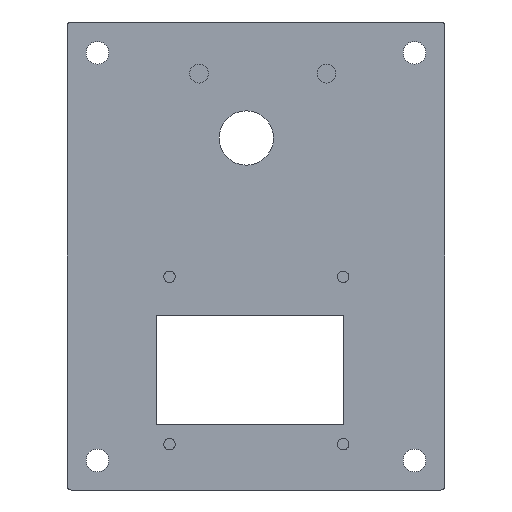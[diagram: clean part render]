
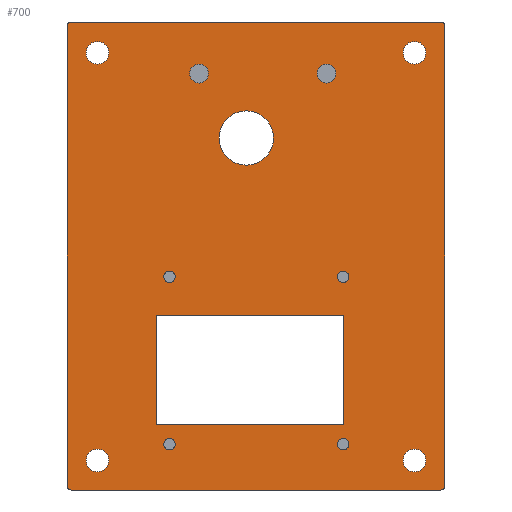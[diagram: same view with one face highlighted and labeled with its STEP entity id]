
A CAD part, front view. The second image highlights one B-rep face of the part: STEP entity #700.
In plain terms, the highlighted planar face has unit normal (0, -1, 0).
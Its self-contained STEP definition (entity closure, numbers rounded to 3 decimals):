
#23=CIRCLE('',#759,1.5);
#25=CIRCLE('',#762,1.5);
#27=CIRCLE('',#765,1.5);
#29=CIRCLE('',#768,1.5);
#31=CIRCLE('',#773,0.75);
#32=CIRCLE('',#774,0.75);
#33=CIRCLE('',#775,0.75);
#34=CIRCLE('',#776,1.25);
#35=CIRCLE('',#777,0.75);
#36=CIRCLE('',#778,1.25);
#37=CIRCLE('',#779,0.5);
#38=CIRCLE('',#780,0.5);
#39=CIRCLE('',#781,0.5);
#40=CIRCLE('',#782,0.5);
#41=CIRCLE('',#783,3.6);
#139=ORIENTED_EDGE('',*,*,#309,.F.);
#140=ORIENTED_EDGE('',*,*,#310,.F.);
#141=ORIENTED_EDGE('',*,*,#311,.F.);
#142=ORIENTED_EDGE('',*,*,#312,.F.);
#143=ORIENTED_EDGE('',*,*,#313,.F.);
#144=ORIENTED_EDGE('',*,*,#314,.F.);
#145=ORIENTED_EDGE('',*,*,#295,.T.);
#146=ORIENTED_EDGE('',*,*,#293,.T.);
#147=ORIENTED_EDGE('',*,*,#291,.T.);
#148=ORIENTED_EDGE('',*,*,#289,.T.);
#149=ORIENTED_EDGE('',*,*,#279,.T.);
#150=ORIENTED_EDGE('',*,*,#287,.T.);
#151=ORIENTED_EDGE('',*,*,#285,.F.);
#152=ORIENTED_EDGE('',*,*,#282,.F.);
#153=ORIENTED_EDGE('',*,*,#266,.T.);
#154=ORIENTED_EDGE('',*,*,#315,.T.);
#155=ORIENTED_EDGE('',*,*,#296,.T.);
#156=ORIENTED_EDGE('',*,*,#316,.T.);
#157=ORIENTED_EDGE('',*,*,#274,.F.);
#158=ORIENTED_EDGE('',*,*,#317,.T.);
#159=ORIENTED_EDGE('',*,*,#270,.F.);
#160=ORIENTED_EDGE('',*,*,#318,.T.);
#161=ORIENTED_EDGE('',*,*,#319,.T.);
#266=EDGE_CURVE('',#356,#355,#416,.T.);
#270=EDGE_CURVE('',#359,#360,#420,.T.);
#274=EDGE_CURVE('',#363,#364,#424,.T.);
#279=EDGE_CURVE('',#366,#368,#429,.T.);
#282=EDGE_CURVE('',#366,#370,#432,.T.);
#285=EDGE_CURVE('',#370,#372,#435,.T.);
#287=EDGE_CURVE('',#368,#372,#437,.T.);
#289=EDGE_CURVE('',#374,#374,#23,.T.);
#291=EDGE_CURVE('',#376,#376,#25,.T.);
#293=EDGE_CURVE('',#378,#378,#27,.T.);
#295=EDGE_CURVE('',#380,#380,#29,.T.);
#296=EDGE_CURVE('',#381,#382,#438,.T.);
#309=EDGE_CURVE('',#394,#394,#31,.T.);
#310=EDGE_CURVE('',#395,#395,#32,.T.);
#311=EDGE_CURVE('',#396,#396,#33,.T.);
#312=EDGE_CURVE('',#397,#397,#34,.T.);
#313=EDGE_CURVE('',#398,#398,#35,.T.);
#314=EDGE_CURVE('',#399,#399,#36,.T.);
#315=EDGE_CURVE('',#355,#381,#37,.F.);
#316=EDGE_CURVE('',#382,#364,#38,.F.);
#317=EDGE_CURVE('',#363,#360,#39,.F.);
#318=EDGE_CURVE('',#359,#356,#40,.F.);
#319=EDGE_CURVE('',#400,#400,#41,.T.);
#355=VERTEX_POINT('',#1087);
#356=VERTEX_POINT('',#1089);
#359=VERTEX_POINT('',#1096);
#360=VERTEX_POINT('',#1098);
#363=VERTEX_POINT('',#1105);
#364=VERTEX_POINT('',#1107);
#366=VERTEX_POINT('',#1112);
#368=VERTEX_POINT('',#1116);
#370=VERTEX_POINT('',#1121);
#372=VERTEX_POINT('',#1127);
#374=VERTEX_POINT('',#1137);
#376=VERTEX_POINT('',#1142);
#378=VERTEX_POINT('',#1147);
#380=VERTEX_POINT('',#1152);
#381=VERTEX_POINT('',#1155);
#382=VERTEX_POINT('',#1156);
#394=VERTEX_POINT('',#1183);
#395=VERTEX_POINT('',#1185);
#396=VERTEX_POINT('',#1187);
#397=VERTEX_POINT('',#1189);
#398=VERTEX_POINT('',#1191);
#399=VERTEX_POINT('',#1193);
#400=VERTEX_POINT('',#1199);
#416=LINE('',#1088,#460);
#420=LINE('',#1097,#464);
#424=LINE('',#1106,#468);
#429=LINE('',#1117,#473);
#432=LINE('',#1123,#476);
#435=LINE('',#1129,#479);
#437=LINE('',#1132,#481);
#438=LINE('',#1154,#482);
#460=VECTOR('',#851,1000.);
#464=VECTOR('',#857,1000.);
#468=VECTOR('',#863,1000.);
#473=VECTOR('',#870,1000.);
#476=VECTOR('',#875,1000.);
#479=VECTOR('',#880,1000.);
#481=VECTOR('',#884,1000.);
#482=VECTOR('',#911,1000.);
#525=EDGE_LOOP('',(#139));
#526=EDGE_LOOP('',(#140));
#527=EDGE_LOOP('',(#141));
#528=EDGE_LOOP('',(#142));
#529=EDGE_LOOP('',(#143));
#530=EDGE_LOOP('',(#144));
#531=EDGE_LOOP('',(#145));
#532=EDGE_LOOP('',(#146));
#533=EDGE_LOOP('',(#147));
#534=EDGE_LOOP('',(#148));
#535=EDGE_LOOP('',(#149,#150,#151,#152));
#536=EDGE_LOOP('',(#153,#154,#155,#156,#157,#158,#159,#160));
#537=EDGE_LOOP('',(#161));
#607=FACE_BOUND('',#525,.T.);
#608=FACE_BOUND('',#526,.T.);
#609=FACE_BOUND('',#527,.T.);
#610=FACE_BOUND('',#528,.T.);
#611=FACE_BOUND('',#529,.T.);
#612=FACE_BOUND('',#530,.T.);
#613=FACE_BOUND('',#531,.T.);
#614=FACE_BOUND('',#532,.T.);
#615=FACE_BOUND('',#533,.T.);
#616=FACE_BOUND('',#534,.T.);
#617=FACE_BOUND('',#535,.T.);
#618=FACE_BOUND('',#536,.T.);
#619=FACE_BOUND('',#537,.T.);
#675=PLANE('',#772);
#700=ADVANCED_FACE('',(#607,#608,#609,#610,#611,#612,#613,#614,#615,#616,
#617,#618,#619),#675,.F.);
#759=AXIS2_PLACEMENT_3D('',#1136,#889,#890);
#762=AXIS2_PLACEMENT_3D('',#1141,#895,#896);
#765=AXIS2_PLACEMENT_3D('',#1146,#901,#902);
#768=AXIS2_PLACEMENT_3D('',#1151,#907,#908);
#772=AXIS2_PLACEMENT_3D('',#1181,#927,#928);
#773=AXIS2_PLACEMENT_3D('',#1182,#929,#930);
#774=AXIS2_PLACEMENT_3D('',#1184,#931,#932);
#775=AXIS2_PLACEMENT_3D('',#1186,#933,#934);
#776=AXIS2_PLACEMENT_3D('',#1188,#935,#936);
#777=AXIS2_PLACEMENT_3D('',#1190,#937,#938);
#778=AXIS2_PLACEMENT_3D('',#1192,#939,#940);
#779=AXIS2_PLACEMENT_3D('',#1194,#941,#942);
#780=AXIS2_PLACEMENT_3D('',#1195,#943,#944);
#781=AXIS2_PLACEMENT_3D('',#1196,#945,#946);
#782=AXIS2_PLACEMENT_3D('',#1197,#947,#948);
#783=AXIS2_PLACEMENT_3D('',#1198,#949,#950);
#851=DIRECTION('',(1.,0.,0.));
#857=DIRECTION('',(0.,0.,1.));
#863=DIRECTION('',(1.,0.,0.));
#870=DIRECTION('',(0.,0.,1.));
#875=DIRECTION('',(1.,0.,0.));
#880=DIRECTION('',(0.,0.,1.));
#884=DIRECTION('',(1.,0.,0.));
#889=DIRECTION('',(0.,1.,0.));
#890=DIRECTION('',(1.,0.,0.));
#895=DIRECTION('',(0.,1.,0.));
#896=DIRECTION('',(1.,0.,0.));
#901=DIRECTION('',(0.,1.,0.));
#902=DIRECTION('',(1.,0.,0.));
#907=DIRECTION('',(0.,1.,0.));
#908=DIRECTION('',(1.,0.,0.));
#911=DIRECTION('',(0.,0.,1.));
#927=DIRECTION('',(0.,1.,0.));
#928=DIRECTION('',(1.,0.,0.));
#929=DIRECTION('',(0.,-1.,0.));
#930=DIRECTION('',(-1.,0.,0.));
#931=DIRECTION('',(0.,-1.,0.));
#932=DIRECTION('',(-1.,0.,0.));
#933=DIRECTION('',(0.,-1.,0.));
#934=DIRECTION('',(-1.,0.,0.));
#935=DIRECTION('',(0.,-1.,0.));
#936=DIRECTION('',(-1.,0.,0.));
#937=DIRECTION('',(0.,-1.,0.));
#938=DIRECTION('',(-1.,0.,0.));
#939=DIRECTION('',(0.,-1.,0.));
#940=DIRECTION('',(-1.,0.,0.));
#941=DIRECTION('',(0.,1.,0.));
#942=DIRECTION('',(1.,0.,0.));
#943=DIRECTION('',(0.,1.,0.));
#944=DIRECTION('',(1.,0.,0.));
#945=DIRECTION('',(0.,1.,0.));
#946=DIRECTION('',(1.,0.,0.));
#947=DIRECTION('',(0.,1.,0.));
#948=DIRECTION('',(1.,0.,0.));
#949=DIRECTION('',(0.,1.,0.));
#950=DIRECTION('',(1.,0.,0.));
#1087=CARTESIAN_POINT('',(97.504,0.,-59.635));
#1088=CARTESIAN_POINT('',(73.004,0.,-59.635));
#1089=CARTESIAN_POINT('',(48.504,0.,-59.635));
#1096=CARTESIAN_POINT('',(48.004,0.,-59.135));
#1097=CARTESIAN_POINT('',(48.004,0.,-28.635));
#1098=CARTESIAN_POINT('',(48.004,0.,1.865));
#1105=CARTESIAN_POINT('',(48.504,0.,2.365));
#1106=CARTESIAN_POINT('',(73.004,0.,2.365));
#1107=CARTESIAN_POINT('',(97.504,0.,2.365));
#1112=CARTESIAN_POINT('',(59.787,0.,-51.));
#1116=CARTESIAN_POINT('',(59.787,0.,-36.508));
#1117=CARTESIAN_POINT('',(59.787,0.,-43.754));
#1121=CARTESIAN_POINT('',(84.589,0.,-51.));
#1123=CARTESIAN_POINT('',(72.188,0.,-51.));
#1127=CARTESIAN_POINT('',(84.589,0.,-36.508));
#1129=CARTESIAN_POINT('',(84.589,0.,-43.754));
#1132=CARTESIAN_POINT('',(72.188,0.,-36.508));
#1136=CARTESIAN_POINT('',(51.996,0.,-55.716));
#1137=CARTESIAN_POINT('',(53.496,0.,-55.716));
#1141=CARTESIAN_POINT('',(93.996,0.,-55.716));
#1142=CARTESIAN_POINT('',(95.496,0.,-55.716));
#1146=CARTESIAN_POINT('',(51.996,0.,-1.716));
#1147=CARTESIAN_POINT('',(53.496,0.,-1.716));
#1151=CARTESIAN_POINT('',(93.996,0.,-1.716));
#1152=CARTESIAN_POINT('',(95.496,0.,-1.716));
#1154=CARTESIAN_POINT('',(98.004,0.,-28.635));
#1155=CARTESIAN_POINT('',(98.004,0.,-59.135));
#1156=CARTESIAN_POINT('',(98.004,0.,1.865));
#1181=CARTESIAN_POINT('',(73.004,0.,-28.635));
#1182=CARTESIAN_POINT('',(61.535,0.,-53.581));
#1183=CARTESIAN_POINT('',(60.785,0.,-53.581));
#1184=CARTESIAN_POINT('',(84.545,0.,-31.376));
#1185=CARTESIAN_POINT('',(83.795,0.,-31.376));
#1186=CARTESIAN_POINT('',(61.551,0.,-31.376));
#1187=CARTESIAN_POINT('',(60.801,0.,-31.376));
#1188=CARTESIAN_POINT('',(82.343,0.,-4.467));
#1189=CARTESIAN_POINT('',(81.093,0.,-4.467));
#1190=CARTESIAN_POINT('',(84.555,0.,-53.581));
#1191=CARTESIAN_POINT('',(83.805,0.,-53.581));
#1192=CARTESIAN_POINT('',(65.464,0.,-4.469));
#1193=CARTESIAN_POINT('',(64.214,0.,-4.469));
#1194=CARTESIAN_POINT('',(97.504,0.,-59.135));
#1195=CARTESIAN_POINT('',(97.504,0.,1.865));
#1196=CARTESIAN_POINT('',(48.504,0.,1.865));
#1197=CARTESIAN_POINT('',(48.504,0.,-59.135));
#1198=CARTESIAN_POINT('',(71.727,0.,-13.004));
#1199=CARTESIAN_POINT('',(75.327,0.,-13.004));
